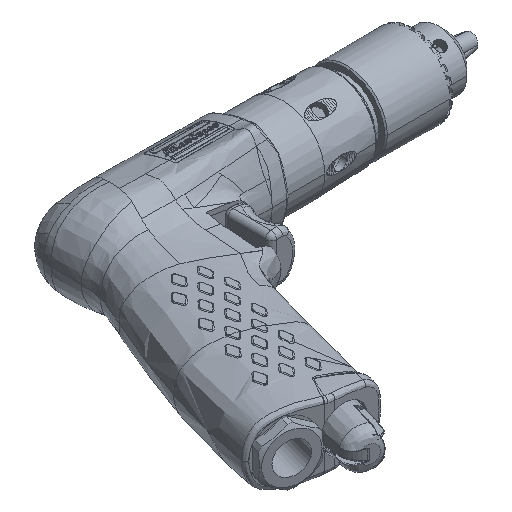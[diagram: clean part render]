
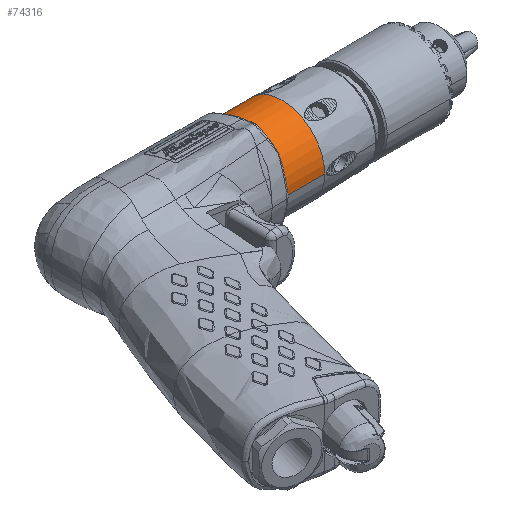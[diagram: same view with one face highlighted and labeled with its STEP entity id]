
A CAD part, isometric view. The second image highlights one B-rep face of the part: STEP entity #74316.
In plain terms, the highlighted cylindrical face has radius 15.7 mm (diameter 31.4 mm), a partial arc.
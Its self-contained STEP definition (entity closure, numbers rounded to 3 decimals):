
#70396=DIRECTION('',(-1.,0.,0.));
#70397=VECTOR('',#70396,14.);
#70398=CARTESIAN_POINT('',(65.5,15.7,0.));
#70399=LINE('',#70398,#70397);
#70405=DIRECTION('',(-1.,0.,0.));
#70406=VECTOR('',#70405,14.);
#70407=CARTESIAN_POINT('',(65.5,-15.7,0.));
#70408=LINE('',#70407,#70406);
#70414=CARTESIAN_POINT('',(65.5,0.,0.));
#70415=DIRECTION('',(1.,0.,0.));
#70416=DIRECTION('',(0.,1.,0.));
#70417=AXIS2_PLACEMENT_3D('',#70414,#70415,#70416);
#70419=CARTESIAN_POINT('',(51.5,0.,0.));
#70420=DIRECTION('',(-1.,0.,0.));
#70421=DIRECTION('',(0.,-1.,0.));
#70422=AXIS2_PLACEMENT_3D('',#70419,#70420,#70421);
#71630=CARTESIAN_POINT('',(65.5,15.7,0.));
#71631=CARTESIAN_POINT('',(51.5,15.7,0.));
#71632=VERTEX_POINT('',#71630);
#71633=VERTEX_POINT('',#71631);
#71634=CARTESIAN_POINT('',(65.5,-15.7,0.));
#71635=CARTESIAN_POINT('',(51.5,-15.7,0.));
#71636=VERTEX_POINT('',#71634);
#71637=VERTEX_POINT('',#71635);
#74304=CARTESIAN_POINT('',(49.8,0.,0.));
#74305=DIRECTION('',(1.,0.,0.));
#74306=DIRECTION('',(0.,-1.,0.));
#74307=AXIS2_PLACEMENT_3D('',#74304,#74305,#74306);
#74308=CYLINDRICAL_SURFACE('',#74307,15.7);
#74309=ORIENTED_EDGE('',*,*,#74282,.F.);
#74310=ORIENTED_EDGE('',*,*,#72156,.T.);
#74311=ORIENTED_EDGE('',*,*,#74286,.T.);
#74313=ORIENTED_EDGE('',*,*,#74312,.T.);
#74314=EDGE_LOOP('',(#74309,#74310,#74311,#74313));
#74315=FACE_OUTER_BOUND('',#74314,.F.);
#74316=ADVANCED_FACE('',(#74315),#74308,.T.);
#70418=CIRCLE('',#70417,15.7);
#70423=CIRCLE('',#70422,15.7);
#72156=EDGE_CURVE('',#71632,#71636,#70418,.T.);
#74282=EDGE_CURVE('',#71632,#71633,#70399,.T.);
#74286=EDGE_CURVE('',#71636,#71637,#70408,.T.);
#74312=EDGE_CURVE('',#71637,#71633,#70423,.T.);
